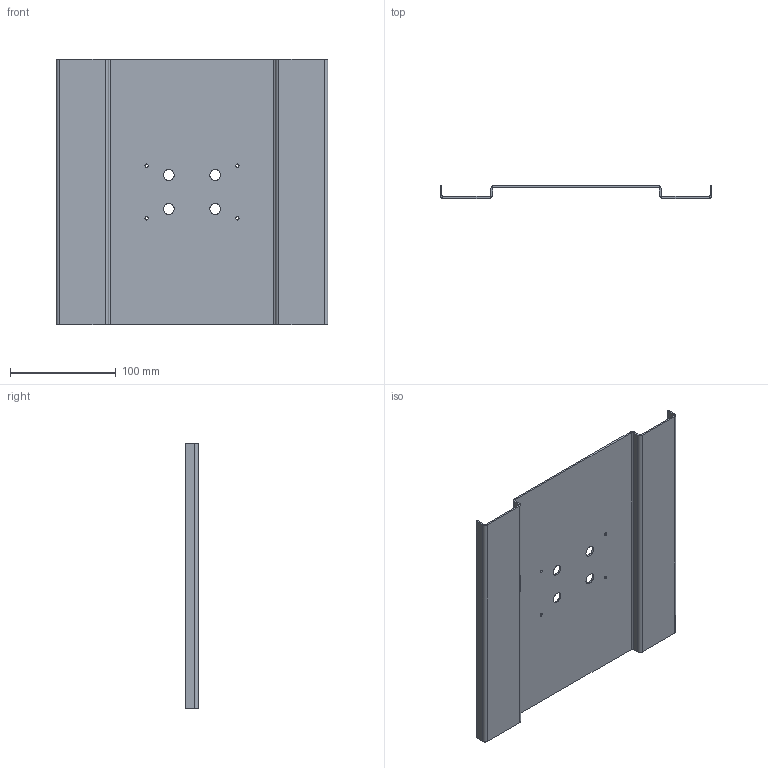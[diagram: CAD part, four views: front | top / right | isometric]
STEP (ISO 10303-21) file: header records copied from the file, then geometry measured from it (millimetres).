
FILE_DESCRIPTION(/* description */ (''),/* implementation_level */ '2;1');
FILE_NAME(/* name */ 'frame_feet.stp',/* time_stamp */ '2016-06-29T22:12:23-07:00',/* author */ ('cruiser'),/* organization */ (''),/* preprocessor_version */ 'ST-DEVELOPER v15.2',/* originating_system */ 'Autodesk Inventor 2014',/* authorisation */ '');
FILE_SCHEMA (('AUTOMOTIVE_DESIGN { 1 0 10303 214 3 1 1 }'));
Length unit declared in the file: millimetre
Products named in the file (1): frame_feet
Bounding box: 257.1 x 12 x 251 mm (x, y, z)
Volume: 116023.2 mm3; surface area: 148162.3 mm2
Topology: 1 solids, 1 shells, 62 faces, 132 edges, 72 vertices
Faces by surface type: plane 42, cylinder 20
Full cylindrical faces by diameter (mm): 3 x4, 10.3 x4
Entity records: 1628 total; most frequent: DIRECTION 290, CARTESIAN_POINT 259, ORIENTED_EDGE 248, EDGE_CURVE 124, AXIS2_PLACEMENT_3D 103, EDGE_LOOP 86, LINE 84, VECTOR 84
